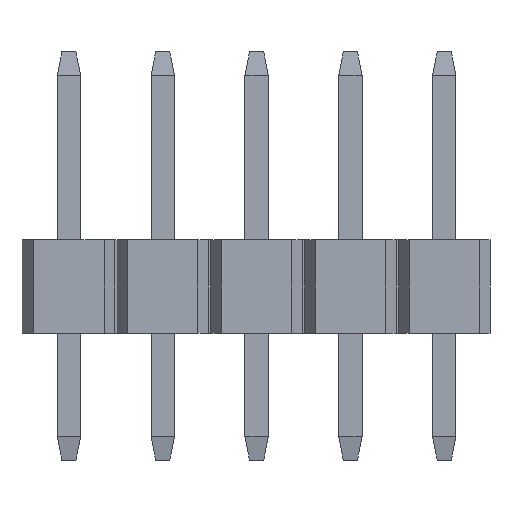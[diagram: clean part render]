
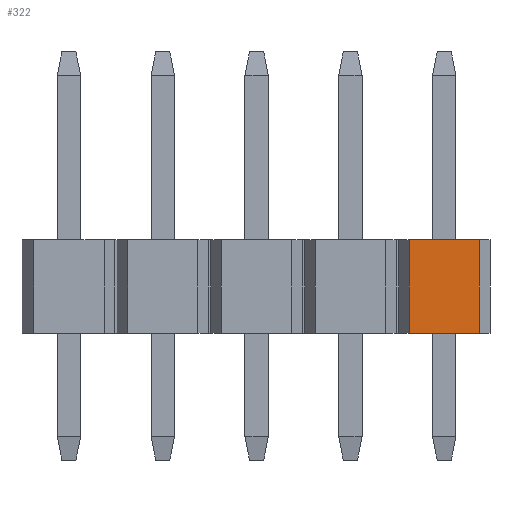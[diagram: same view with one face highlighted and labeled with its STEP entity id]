
A CAD part, front view. The second image highlights one B-rep face of the part: STEP entity #322.
In plain terms, the highlighted planar face has unit normal (0, -1, 0).
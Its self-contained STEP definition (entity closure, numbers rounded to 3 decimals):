
#322 = ADVANCED_FACE( '', ( #702 ), #703, .F. );
#702 = FACE_OUTER_BOUND( '', #1127, .T. );
#703 = PLANE( '', #1128 );
#1127 = EDGE_LOOP( '', ( #2057, #2058, #2059, #2060 ) );
#1128 = AXIS2_PLACEMENT_3D( '', #2061, #2062, #2063 );
#2057 = ORIENTED_EDGE( '', *, *, #2849, .F. );
#2058 = ORIENTED_EDGE( '', *, *, #2877, .F. );
#2059 = ORIENTED_EDGE( '', *, *, #2756, .F. );
#2060 = ORIENTED_EDGE( '', *, *, #2597, .T. );
#2061 = CARTESIAN_POINT( '', ( 0., -1., 0. ) );
#2062 = DIRECTION( '', ( 0., 1., 0. ) );
#2063 = DIRECTION( '', ( 1., 0., 0. ) );
#2597 = EDGE_CURVE( '', #3136, #3134, #3137, .T. );
#2756 = EDGE_CURVE( '', #3136, #3340, #3394, .T. );
#2849 = EDGE_CURVE( '', #3511, #3134, #3513, .T. );
#2877 = EDGE_CURVE( '', #3340, #3511, #3549, .T. );
#3134 = VERTEX_POINT( '', #3885 );
#3136 = VERTEX_POINT( '', #3888 );
#3137 = LINE( '', #3889, #3890 );
#3340 = VERTEX_POINT( '', #4197 );
#3394 = LINE( '', #4281, #4282 );
#3511 = VERTEX_POINT( '', #4462 );
#3513 = LINE( '', #4465, #4466 );
#3549 = LINE( '', #4520, #4521 );
#3885 = CARTESIAN_POINT( '', ( 2.25, -1., -1. ) );
#3888 = CARTESIAN_POINT( '', ( 2.25, -1., 1. ) );
#3889 = CARTESIAN_POINT( '', ( 2.25, -1., 1. ) );
#3890 = VECTOR( '', #4728, 1000. );
#4197 = CARTESIAN_POINT( '', ( 3.75, -1., 1. ) );
#4281 = CARTESIAN_POINT( '', ( -6., -1., 1. ) );
#4282 = VECTOR( '', #4863, 1000. );
#4462 = CARTESIAN_POINT( '', ( 3.75, -1., -1. ) );
#4465 = CARTESIAN_POINT( '', ( 6., -1., -1. ) );
#4466 = VECTOR( '', #4928, 1000. );
#4520 = CARTESIAN_POINT( '', ( 3.75, -1., 1. ) );
#4521 = VECTOR( '', #4947, 1000. );
#4728 = DIRECTION( '', ( 0., 0., -1. ) );
#4863 = DIRECTION( '', ( 1., 0., 0. ) );
#4928 = DIRECTION( '', ( -1., 0., 0. ) );
#4947 = DIRECTION( '', ( 0., 0., -1. ) );
